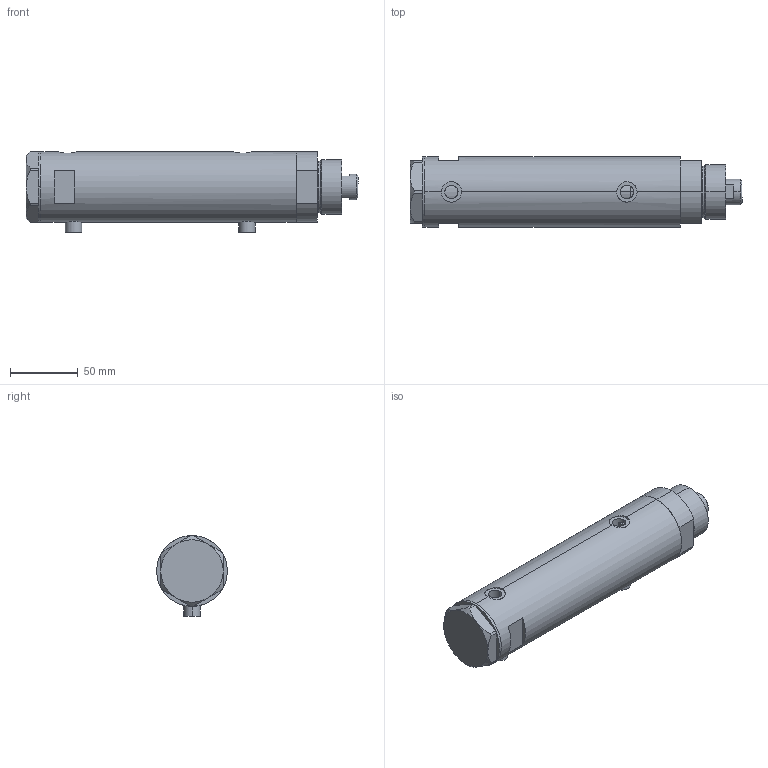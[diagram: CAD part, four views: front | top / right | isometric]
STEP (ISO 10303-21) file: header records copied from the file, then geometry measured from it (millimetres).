
FILE_DESCRIPTION (( 'STEP AP203' ), '1' );
FILE_NAME ('42f8.STEP', '2024-02-11T15:30:23', ( '' ), ( '' ), 'SwSTEP 2.0', 'SolidWorks 2019', '' );
FILE_SCHEMA (( 'CONFIG_CONTROL_DESIGN' ));
Length unit declared in the file: millimetre
Products named in the file (5): V270CG_MIDDLE e8f5a49c8220585b034a5f1eeb2679fd; V270CG_FRONT e8f5a49c8220585b034a5f1eeb2679fd; 42f8; V270CG_BACK e8f5a49c8220585b034a5f1eeb2679fd; V270CG_VC e8f5a49c8220585b034a5f1eeb2679fd
Assembly tree (4 placements, depth 2):
  42f8
    V270CG_MIDDLE e8f5a49c8220585b034a5f1eeb2679fd
    V270CG_BACK e8f5a49c8220585b034a5f1eeb2679fd
    V270CG_FRONT e8f5a49c8220585b034a5f1eeb2679fd
    V270CG_VC e8f5a49c8220585b034a5f1eeb2679fd
Bounding box: 244.4 x 52 x 59.4 mm (x, y, z)
Volume: 449776.4 mm3; surface area: 97241 mm2
Topology: 4 solids, 4 shells, 134 faces, 307 edges, 187 vertices
Faces by surface type: plane 65, cylinder 49, cone 16, torus 4
Entity records: 4850 total; most frequent: CARTESIAN_POINT 1273, DIRECTION 681, ORIENTED_EDGE 610, EDGE_CURVE 305, AXIS2_PLACEMENT_3D 275, VERTEX_POINT 187, EDGE_LOOP 150, ADVANCED_FACE 134
